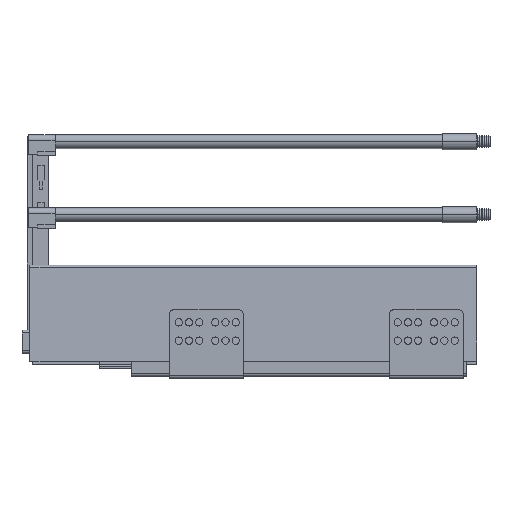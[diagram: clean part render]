
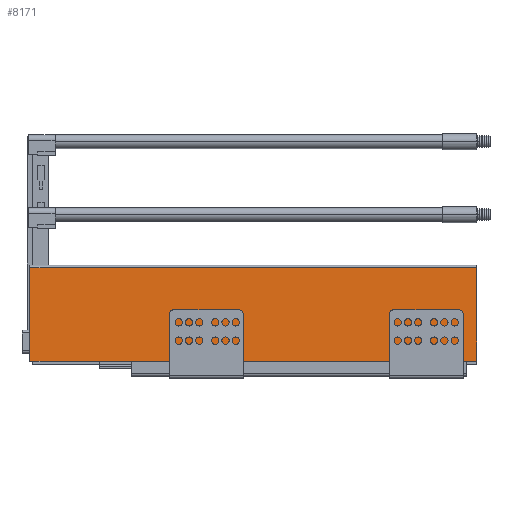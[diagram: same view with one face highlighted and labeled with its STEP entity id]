
A CAD part, top view. The second image highlights one B-rep face of the part: STEP entity #8171.
In plain terms, the highlighted planar face has unit normal (0, 0.052, 0.999).
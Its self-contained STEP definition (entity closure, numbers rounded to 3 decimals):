
#369 = PLANE ( 'NONE',  #8627 ) ;
#428 = CARTESIAN_POINT ( 'NONE',  ( -392., 0., 66.6 ) ) ;
#557 = VECTOR ( 'NONE', #7492, 1000. ) ;
#873 = EDGE_CURVE ( 'NONE', #5901, #6832, #6010, .T. ) ;
#1020 = ORIENTED_EDGE ( 'NONE', *, *, #3353, .F. ) ;
#1657 = VERTEX_POINT ( 'NONE', #2730 ) ;
#2095 = CARTESIAN_POINT ( 'NONE',  ( -392., 82.129, 62.296 ) ) ;
#2213 = ORIENTED_EDGE ( 'NONE', *, *, #2454, .T. ) ;
#2454 = EDGE_CURVE ( 'NONE', #1657, #5901, #6656, .T. ) ;
#2730 = CARTESIAN_POINT ( 'NONE',  ( -392., 0., 66.6 ) ) ;
#2818 = DIRECTION ( 'NONE',  ( 0., 0.999, -0.052 ) ) ;
#3353 = EDGE_CURVE ( 'NONE', #4345, #6832, #4148, .T. ) ;
#3729 = CARTESIAN_POINT ( 'NONE',  ( -392., 0., 66.6 ) ) ;
#4070 = VECTOR ( 'NONE', #4852, 1000. ) ;
#4148 = LINE ( 'NONE', #9082, #4070 ) ;
#4345 = VERTEX_POINT ( 'NONE', #2095 ) ;
#4833 = CARTESIAN_POINT ( 'NONE',  ( 0., 0., 66.6 ) ) ;
#4852 = DIRECTION ( 'NONE',  ( 1., 0., 0. ) ) ;
#5282 = FACE_OUTER_BOUND ( 'NONE', #7444, .T. ) ;
#5901 = VERTEX_POINT ( 'NONE', #8697 ) ;
#6010 = LINE ( 'NONE', #4833, #8145 ) ;
#6656 = LINE ( 'NONE', #10610, #8787 ) ;
#6832 = VERTEX_POINT ( 'NONE', #11191 ) ;
#7444 = EDGE_LOOP ( 'NONE', ( #7688, #1020, #9867, #2213 ) ) ;
#7492 = DIRECTION ( 'NONE',  ( 0., 0.999, -0.052 ) ) ;
#7688 = ORIENTED_EDGE ( 'NONE', *, *, #873, .T. ) ;
#8145 = VECTOR ( 'NONE', #2818, 1000. ) ;
#8171 = ADVANCED_FACE ( 'NONE', ( #5282 ), #369, .T. ) ;
#8270 = DIRECTION ( 'NONE',  ( 0., 0.052, 0.999 ) ) ;
#8627 = AXIS2_PLACEMENT_3D ( 'NONE', #428, #8270, #12225 ) ;
#8660 = LINE ( 'NONE', #3729, #557 ) ;
#8667 = DIRECTION ( 'NONE',  ( 1., 0., 0. ) ) ;
#8697 = CARTESIAN_POINT ( 'NONE',  ( 0., 0., 66.6 ) ) ;
#8787 = VECTOR ( 'NONE', #8667, 1000. ) ;
#9082 = CARTESIAN_POINT ( 'NONE',  ( -392., 82.129, 62.296 ) ) ;
#9867 = ORIENTED_EDGE ( 'NONE', *, *, #11890, .F. ) ;
#10610 = CARTESIAN_POINT ( 'NONE',  ( -392., 0., 66.6 ) ) ;
#11191 = CARTESIAN_POINT ( 'NONE',  ( 0., 82.129, 62.296 ) ) ;
#11890 = EDGE_CURVE ( 'NONE', #1657, #4345, #8660, .T. ) ;
#12225 = DIRECTION ( 'NONE',  ( 0., 0.999, -0.052 ) ) ;
